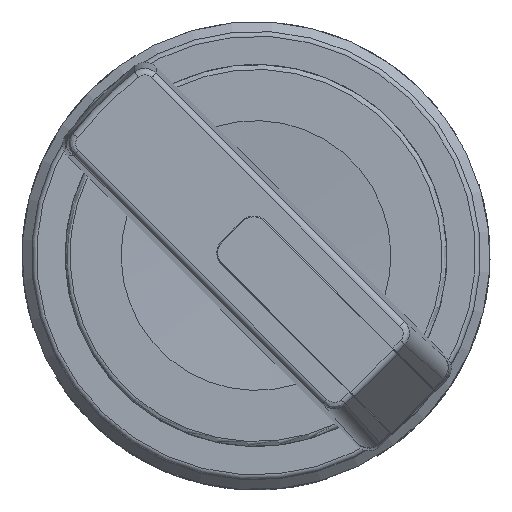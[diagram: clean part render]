
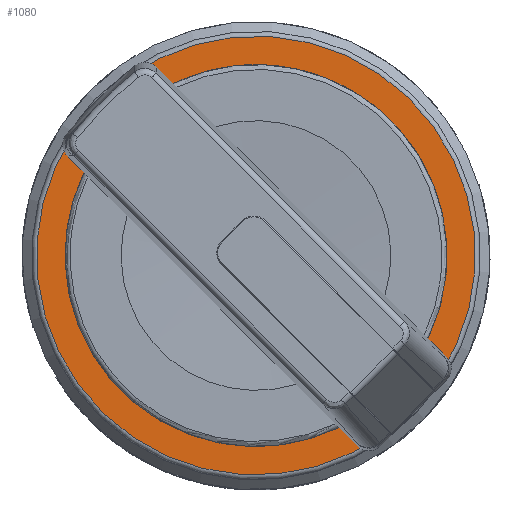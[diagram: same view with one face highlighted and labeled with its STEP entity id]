
A CAD part, top view. The second image highlights one B-rep face of the part: STEP entity #1080.
In plain terms, the highlighted planar face has unit normal (0, 0, 1).
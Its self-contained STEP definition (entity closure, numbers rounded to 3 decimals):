
#1080 = ADVANCED_FACE( '', ( #2347, #2348 ), #2349, .T. );
#2347 = FACE_BOUND( '', #4259, .T. );
#2348 = FACE_OUTER_BOUND( '', #4260, .T. );
#2349 = PLANE( '', #4261 );
#4259 = EDGE_LOOP( '', ( #7672 ) );
#4260 = EDGE_LOOP( '', ( #7673 ) );
#4261 = AXIS2_PLACEMENT_3D( '', #7674, #7675, #7676 );
#7672 = ORIENTED_EDGE( '', *, *, #10654, .T. );
#7673 = ORIENTED_EDGE( '', *, *, #10125, .T. );
#7674 = CARTESIAN_POINT( '', ( 3.8, -13.266, 11.4 ) );
#7675 = DIRECTION( '', ( 0., 0., 1. ) );
#7676 = DIRECTION( '', ( 0.275, -0.961, 0. ) );
#10125 = EDGE_CURVE( '', #12338, #12338, #12339, .T. );
#10654 = EDGE_CURVE( '', #13050, #13050, #13051, .F. );
#12338 = VERTEX_POINT( '', #15713 );
#12339 = CIRCLE( '', #15714, 13.5 );
#13050 = VERTEX_POINT( '', #17026 );
#13051 = CIRCLE( '', #17027, 11.75 );
#15713 = CARTESIAN_POINT( '', ( 3.718, -12.978, 11.4 ) );
#15714 = AXIS2_PLACEMENT_3D( '', #18824, #18825, #18826 );
#17026 = CARTESIAN_POINT( '', ( 0., -11.75, 11.4 ) );
#17027 = AXIS2_PLACEMENT_3D( '', #19501, #19502, #19503 );
#18824 = CARTESIAN_POINT( '', ( 0., 0., 11.4 ) );
#18825 = DIRECTION( '', ( 0., 0., 1. ) );
#18826 = DIRECTION( '', ( 0.275, -0.961, 0. ) );
#19501 = CARTESIAN_POINT( '', ( 0., 0., 11.4 ) );
#19502 = DIRECTION( '', ( 0., 0., 1. ) );
#19503 = DIRECTION( '', ( 0., -1., 0. ) );
